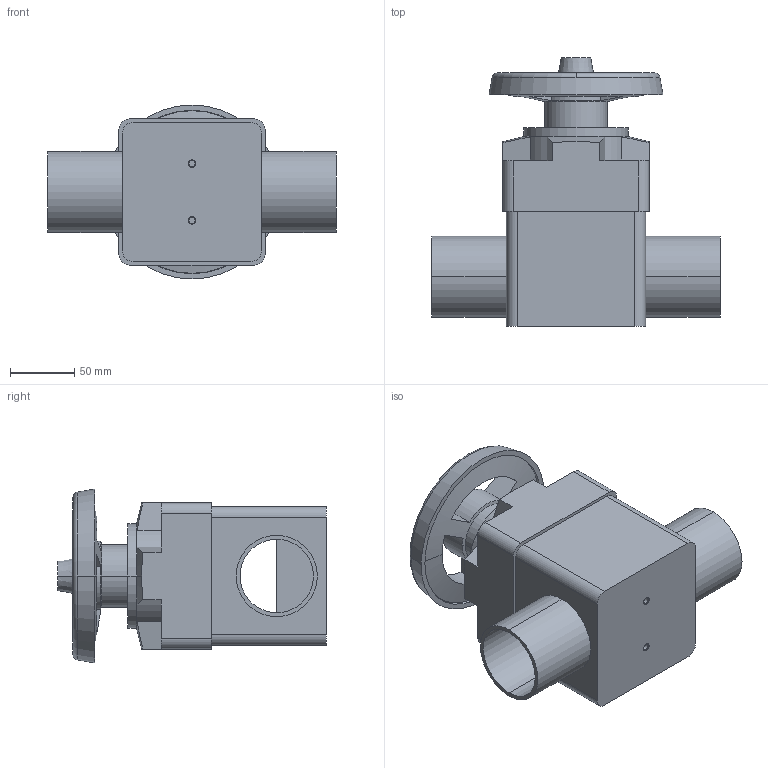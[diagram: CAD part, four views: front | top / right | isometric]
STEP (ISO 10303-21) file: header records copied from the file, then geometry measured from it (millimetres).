
FILE_DESCRIPTION( ( '' ), '1' );
FILE_NAME( 'AGRU_40342106321_ECTFE natur_Membranventil_63X3,0 SDR21 MOP 10bar_110.stp', '2011-12-29T16:16:09', ( '' ), ( '' ), ' ', ' ', ' ' );
FILE_SCHEMA( ( 'CONFIG_CONTROL_DESIGN' ) );
Length unit declared in the file: millimetre
Products named in the file (1): 1
Bounding box: 224 x 208.5 x 135 mm (x, y, z)
Volume: 1874692.6 mm3; surface area: 182935.7 mm2
Topology: 1 solids, 1 shells, 92 faces, 235 edges, 151 vertices
Faces by surface type: plane 39, cylinder 33, cone 18, torus 2
Entity records: 2840 total; most frequent: CARTESIAN_POINT 519, DIRECTION 498, ORIENTED_EDGE 470, EDGE_CURVE 235, AXIS2_PLACEMENT_3D 190, VERTEX_POINT 151, LINE 118, VECTOR 118
